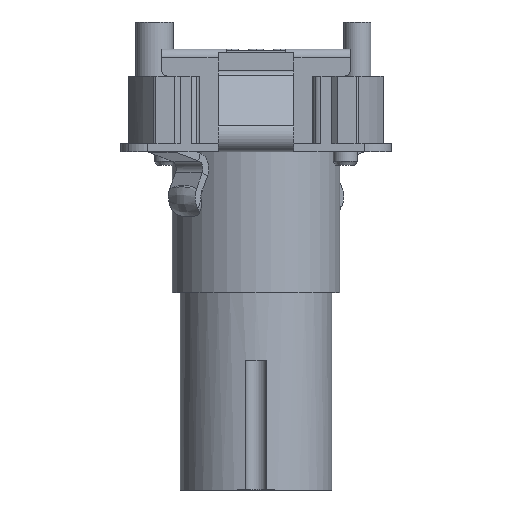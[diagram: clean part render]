
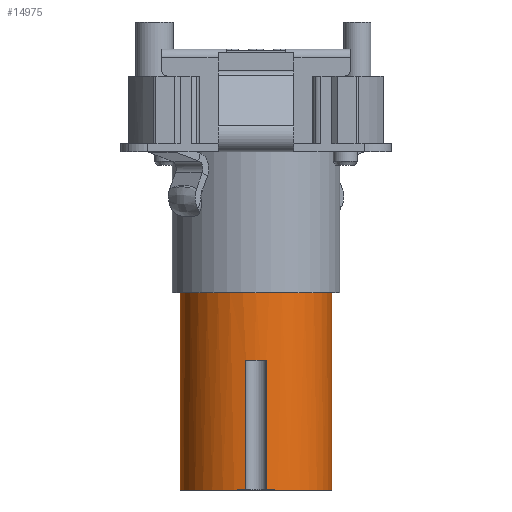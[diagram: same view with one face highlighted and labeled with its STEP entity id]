
A CAD part, front view. The second image highlights one B-rep face of the part: STEP entity #14975.
In plain terms, the highlighted cylindrical face has radius 2.8 mm (diameter 5.6 mm), a partial arc.
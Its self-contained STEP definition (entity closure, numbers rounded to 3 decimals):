
#13770=AXIS2_PLACEMENT_3D('Circle Axis2P3D',#13768,#13769,$) ;
#13784=AXIS2_PLACEMENT_3D('Circle Axis2P3D',#13782,#13783,$) ;
#14941=AXIS2_PLACEMENT_3D('Circle Axis2P3D',#14939,#14940,$) ;
#14953=AXIS2_PLACEMENT_3D('Cylinder Axis2P3D',#14950,#14951,#14952) ;
#13642=CARTESIAN_POINT('Line Origine',(5.375,3.271,2.4)) ;
#13646=CARTESIAN_POINT('Vertex',(5.375,3.271,4.8)) ;
#13648=CARTESIAN_POINT('Vertex',(5.375,3.271,0.)) ;
#13683=CARTESIAN_POINT('Line Origine',(4.625,3.271,2.4)) ;
#13687=CARTESIAN_POINT('Vertex',(4.625,3.271,0.)) ;
#13689=CARTESIAN_POINT('Vertex',(4.625,3.271,4.8)) ;
#13748=CARTESIAN_POINT('Control Point',(4.625,3.271,4.8)) ;
#13749=CARTESIAN_POINT('Control Point',(4.774,3.251,4.8)) ;
#13750=CARTESIAN_POINT('Control Point',(4.924,3.241,4.8)) ;
#13751=CARTESIAN_POINT('Control Point',(5.076,3.241,4.8)) ;
#13752=CARTESIAN_POINT('Control Point',(5.226,3.251,4.8)) ;
#13753=CARTESIAN_POINT('Control Point',(5.375,3.271,4.8)) ;
#13768=CARTESIAN_POINT('Axis2P3D Location',(5.,6.046,0.)) ;
#13772=CARTESIAN_POINT('Vertex',(2.2,6.046,0.)) ;
#13779=CARTESIAN_POINT('Vertex',(7.8,6.046,0.)) ;
#13782=CARTESIAN_POINT('Axis2P3D Location',(5.,6.046,0.)) ;
#14934=CARTESIAN_POINT('Vertex',(2.2,6.046,7.3)) ;
#14936=CARTESIAN_POINT('Vertex',(7.8,6.046,7.3)) ;
#14939=CARTESIAN_POINT('Axis2P3D Location',(5.,6.046,7.3)) ;
#14950=CARTESIAN_POINT('Axis2P3D Location',(5.,6.046,7.5)) ;
#14955=CARTESIAN_POINT('Line Origine',(7.8,6.046,7.5)) ;
#14960=CARTESIAN_POINT('Line Origine',(2.2,6.046,7.5)) ;
#13643=DIRECTION('Vector Direction',(0.,0.,-1.)) ;
#13684=DIRECTION('Vector Direction',(0.,0.,1.)) ;
#13769=DIRECTION('Axis2P3D Direction',(0.,0.,1.)) ;
#13783=DIRECTION('Axis2P3D Direction',(0.,0.,1.)) ;
#14940=DIRECTION('Axis2P3D Direction',(0.,0.,-1.)) ;
#14951=DIRECTION('Axis2P3D Direction',(0.,0.,-1.)) ;
#14952=DIRECTION('Axis2P3D XDirection',(1.,0.,0.)) ;
#14956=DIRECTION('Vector Direction',(0.,0.,-1.)) ;
#14961=DIRECTION('Vector Direction',(0.,0.,-1.)) ;
#13644=VECTOR('Line Direction',#13643,1.) ;
#13685=VECTOR('Line Direction',#13684,1.) ;
#14957=VECTOR('Line Direction',#14956,1.) ;
#14962=VECTOR('Line Direction',#14961,1.) ;
#14966=ORIENTED_EDGE('',*,*,#14959,.T.) ;
#14967=ORIENTED_EDGE('',*,*,#14943,.T.) ;
#14968=ORIENTED_EDGE('',*,*,#14964,.T.) ;
#14969=ORIENTED_EDGE('',*,*,#13774,.T.) ;
#14970=ORIENTED_EDGE('',*,*,#13691,.T.) ;
#14971=ORIENTED_EDGE('',*,*,#13754,.T.) ;
#14972=ORIENTED_EDGE('',*,*,#13650,.T.) ;
#14973=ORIENTED_EDGE('',*,*,#13786,.T.) ;
#14975=ADVANCED_FACE('V1',(#14974),#14954,.T.) ;
#13747=B_SPLINE_CURVE_WITH_KNOTS('',5,(#13748,#13749,#13750,#13751,#13752,#13753),.UNSPECIFIED.,.F.,.U.,(6,6),(0.,1.062),.UNSPECIFIED.) ;
#13771=CIRCLE('generated circle',#13770,2.8) ;
#13785=CIRCLE('generated circle',#13784,2.8) ;
#14942=CIRCLE('generated circle',#14941,2.8) ;
#14954=CYLINDRICAL_SURFACE('generated cylinder',#14953,2.8) ;
#13650=EDGE_CURVE('',#13647,#13649,#13645,.T.) ;
#13691=EDGE_CURVE('',#13688,#13690,#13686,.T.) ;
#13754=EDGE_CURVE('',#13690,#13647,#13747,.T.) ;
#13774=EDGE_CURVE('',#13773,#13688,#13771,.T.) ;
#13786=EDGE_CURVE('',#13649,#13780,#13785,.T.) ;
#14943=EDGE_CURVE('',#14937,#14935,#14942,.T.) ;
#14959=EDGE_CURVE('',#13780,#14937,#14958,.F.) ;
#14964=EDGE_CURVE('',#14935,#13773,#14963,.T.) ;
#14965=EDGE_LOOP('',(#14966,#14967,#14968,#14969,#14970,#14971,#14972,#14973)) ;
#14974=FACE_OUTER_BOUND('',#14965,.T.) ;
#13645=LINE('Line',#13642,#13644) ;
#13686=LINE('Line',#13683,#13685) ;
#14958=LINE('Line',#14955,#14957) ;
#14963=LINE('Line',#14960,#14962) ;
#13647=VERTEX_POINT('',#13646) ;
#13649=VERTEX_POINT('',#13648) ;
#13688=VERTEX_POINT('',#13687) ;
#13690=VERTEX_POINT('',#13689) ;
#13773=VERTEX_POINT('',#13772) ;
#13780=VERTEX_POINT('',#13779) ;
#14935=VERTEX_POINT('',#14934) ;
#14937=VERTEX_POINT('',#14936) ;
